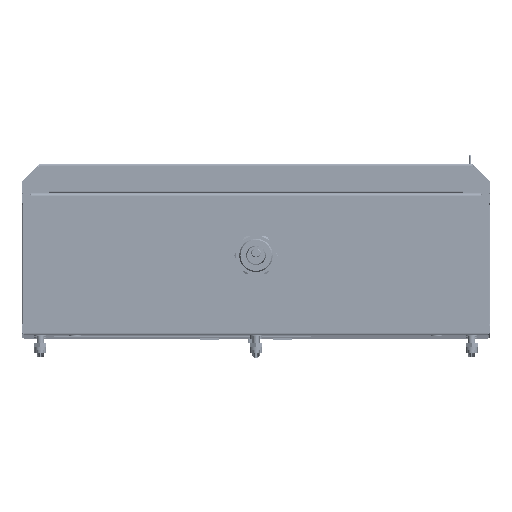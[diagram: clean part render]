
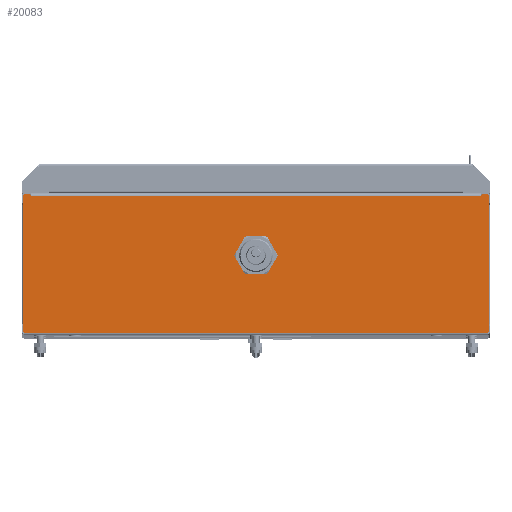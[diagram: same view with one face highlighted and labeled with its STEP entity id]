
A CAD part, top view. The second image highlights one B-rep face of the part: STEP entity #20083.
In plain terms, the highlighted planar face has unit normal (0, 0, 1).
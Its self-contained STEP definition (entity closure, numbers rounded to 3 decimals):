
#2905=DIRECTION('',(1.,0.,0.));
#2906=VECTOR('',#2905,195.973);
#2907=CARTESIAN_POINT('',(-195.973,2.,775.));
#2908=LINE('',#2907,#2906);
#2909=DIRECTION('',(1.,0.,0.));
#2910=VECTOR('',#2909,195.973);
#2911=CARTESIAN_POINT('',(0.,2.,775.));
#2912=LINE('',#2911,#2910);
#2928=DIRECTION('',(0.5,0.866,0.));
#2929=VECTOR('',#2928,1.155);
#2930=CARTESIAN_POINT('',(190.,118.,775.));
#2931=LINE('',#2930,#2929);
#2932=DIRECTION('',(1.,0.,0.));
#2933=VECTOR('',#2932,4.923);
#2934=CARTESIAN_POINT('',(190.577,119.,775.));
#2935=LINE('',#2934,#2933);
#2936=DIRECTION('',(0.707,-0.707,0.));
#2937=VECTOR('',#2936,1.414);
#2938=CARTESIAN_POINT('',(195.5,119.,775.));
#2939=LINE('',#2938,#2937);
#2940=DIRECTION('',(0.,-1.,0.));
#2941=VECTOR('',#2940,113.857);
#2942=CARTESIAN_POINT('',(196.5,118.,775.));
#2943=LINE('',#2942,#2941);
#2944=DIRECTION('',(-0.239,-0.971,0.));
#2945=VECTOR('',#2944,2.207);
#2946=CARTESIAN_POINT('',(196.5,4.143,775.));
#2947=LINE('',#2946,#2945);
#2948=DIRECTION('',(-0.239,0.971,0.));
#2949=VECTOR('',#2948,2.207);
#2950=CARTESIAN_POINT('',(-195.973,2.,775.));
#2951=LINE('',#2950,#2949);
#2952=DIRECTION('',(0.707,0.707,0.));
#2953=VECTOR('',#2952,1.414);
#2954=CARTESIAN_POINT('',(-196.5,118.,775.));
#2955=LINE('',#2954,#2953);
#2956=DIRECTION('',(0.5,-0.866,0.002));
#2957=VECTOR('',#2956,1.155);
#2958=CARTESIAN_POINT('',(-190.577,119.,775.));
#2959=LINE('',#2958,#2957);
#2960=CARTESIAN_POINT('',(0.,67.5,775.));
#2961=DIRECTION('',(0.,0.,1.));
#2962=DIRECTION('',(1.,0.,0.));
#2963=AXIS2_PLACEMENT_3D('',#2960,#2961,#2962);
#2965=CARTESIAN_POINT('',(0.,67.5,775.));
#2966=DIRECTION('',(0.,0.,1.));
#2967=DIRECTION('',(-1.,0.,0.));
#2968=AXIS2_PLACEMENT_3D('',#2965,#2966,#2967);
#2978=DIRECTION('',(-1.,0.,0.));
#2979=VECTOR('',#2978,190.);
#2980=CARTESIAN_POINT('',(190.,118.,775.));
#2981=LINE('',#2980,#2979);
#2982=DIRECTION('',(-1.,0.,0.));
#2983=VECTOR('',#2982,190.);
#2984=CARTESIAN_POINT('',(0.,118.,775.));
#2985=LINE('',#2984,#2983);
#7086=DIRECTION('',(0.,-1.,0.));
#7087=VECTOR('',#7086,113.857);
#7088=CARTESIAN_POINT('',(-196.5,118.,775.));
#7089=LINE('',#7088,#7087);
#7098=DIRECTION('',(-1.,0.,0.));
#7099=VECTOR('',#7098,4.923);
#7100=CARTESIAN_POINT('',(-190.577,119.,775.));
#7101=LINE('',#7100,#7099);
#14786=CARTESIAN_POINT('',(-195.973,2.,775.));
#14787=CARTESIAN_POINT('',(0.,2.,775.));
#14788=VERTEX_POINT('',#14786);
#14789=VERTEX_POINT('',#14787);
#14790=CARTESIAN_POINT('',(195.973,2.,775.));
#14791=VERTEX_POINT('',#14790);
#14792=CARTESIAN_POINT('',(0.,118.,775.));
#14793=CARTESIAN_POINT('',(-190.,118.,775.002));
#14794=VERTEX_POINT('',#14792);
#14795=VERTEX_POINT('',#14793);
#14796=CARTESIAN_POINT('',(190.,118.,775.));
#14797=VERTEX_POINT('',#14796);
#14798=CARTESIAN_POINT('',(190.577,119.,775.));
#14799=VERTEX_POINT('',#14798);
#14800=CARTESIAN_POINT('',(195.5,119.,775.));
#14801=VERTEX_POINT('',#14800);
#14802=CARTESIAN_POINT('',(196.5,118.,775.));
#14803=VERTEX_POINT('',#14802);
#14804=CARTESIAN_POINT('',(196.5,4.143,775.));
#14805=VERTEX_POINT('',#14804);
#14806=CARTESIAN_POINT('',(-196.5,4.143,775.));
#14807=VERTEX_POINT('',#14806);
#14808=CARTESIAN_POINT('',(-196.5,118.,775.));
#14809=VERTEX_POINT('',#14808);
#14810=CARTESIAN_POINT('',(-195.5,119.,775.));
#14811=VERTEX_POINT('',#14810);
#14812=CARTESIAN_POINT('',(-190.577,119.,775.));
#14813=VERTEX_POINT('',#14812);
#14814=CARTESIAN_POINT('',(14.25,67.5,775.));
#14815=CARTESIAN_POINT('',(-14.25,67.5,775.));
#14816=VERTEX_POINT('',#14814);
#14817=VERTEX_POINT('',#14815);
#20044=CARTESIAN_POINT('',(-197.5,0.,775.));
#20045=DIRECTION('',(0.,0.,-1.));
#20046=DIRECTION('',(1.,0.,0.));
#20047=AXIS2_PLACEMENT_3D('',#20044,#20045,#20046);
#20048=PLANE('',#20047);
#20050=ORIENTED_EDGE('',*,*,#20049,.F.);
#20052=ORIENTED_EDGE('',*,*,#20051,.F.);
#20054=ORIENTED_EDGE('',*,*,#20053,.T.);
#20056=ORIENTED_EDGE('',*,*,#20055,.T.);
#20058=ORIENTED_EDGE('',*,*,#20057,.T.);
#20060=ORIENTED_EDGE('',*,*,#20059,.T.);
#20062=ORIENTED_EDGE('',*,*,#20061,.T.);
#20063=ORIENTED_EDGE('',*,*,#20033,.F.);
#20064=ORIENTED_EDGE('',*,*,#20031,.F.);
#20066=ORIENTED_EDGE('',*,*,#20065,.T.);
#20068=ORIENTED_EDGE('',*,*,#20067,.F.);
#20070=ORIENTED_EDGE('',*,*,#20069,.T.);
#20072=ORIENTED_EDGE('',*,*,#20071,.F.);
#20074=ORIENTED_EDGE('',*,*,#20073,.T.);
#20075=EDGE_LOOP('',(#20050,#20052,#20054,#20056,#20058,#20060,#20062,#20063,
#20064,#20066,#20068,#20070,#20072,#20074));
#20076=FACE_OUTER_BOUND('',#20075,.F.);
#20078=ORIENTED_EDGE('',*,*,#20077,.T.);
#20080=ORIENTED_EDGE('',*,*,#20079,.T.);
#20081=EDGE_LOOP('',(#20078,#20080));
#20082=FACE_BOUND('',#20081,.F.);
#20083=ADVANCED_FACE('',(#20076,#20082),#20048,.F.);
#2964=CIRCLE('',#2963,14.25);
#2969=CIRCLE('',#2968,14.25);
#20031=EDGE_CURVE('',#14788,#14789,#2908,.T.);
#20033=EDGE_CURVE('',#14789,#14791,#2912,.T.);
#20049=EDGE_CURVE('',#14794,#14795,#2985,.T.);
#20051=EDGE_CURVE('',#14797,#14794,#2981,.T.);
#20053=EDGE_CURVE('',#14797,#14799,#2931,.T.);
#20055=EDGE_CURVE('',#14799,#14801,#2935,.T.);
#20057=EDGE_CURVE('',#14801,#14803,#2939,.T.);
#20059=EDGE_CURVE('',#14803,#14805,#2943,.T.);
#20061=EDGE_CURVE('',#14805,#14791,#2947,.T.);
#20065=EDGE_CURVE('',#14788,#14807,#2951,.T.);
#20067=EDGE_CURVE('',#14809,#14807,#7089,.T.);
#20069=EDGE_CURVE('',#14809,#14811,#2955,.T.);
#20071=EDGE_CURVE('',#14813,#14811,#7101,.T.);
#20073=EDGE_CURVE('',#14813,#14795,#2959,.T.);
#20077=EDGE_CURVE('',#14816,#14817,#2964,.T.);
#20079=EDGE_CURVE('',#14817,#14816,#2969,.T.);
